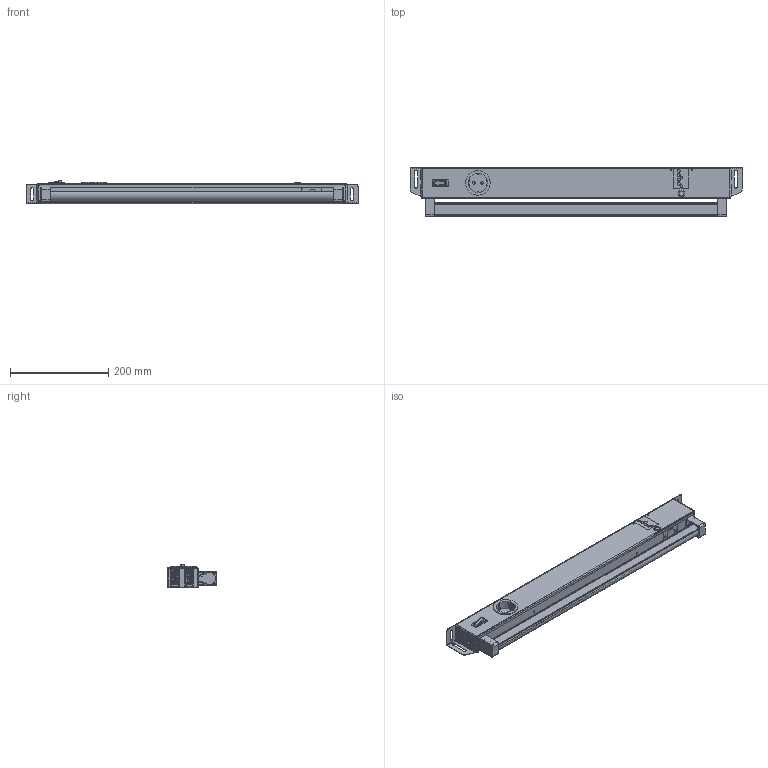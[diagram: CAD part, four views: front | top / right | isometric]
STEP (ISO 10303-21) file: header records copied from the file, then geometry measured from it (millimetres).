
FILE_DESCRIPTION(/* description */ (''),/* implementation_level */ '2;1');
FILE_NAME(/* name */ '01-003-00008_LL18-ST-LED.stp',/* time_stamp */ '2016-06-08T16:46:28+02:00',/* author */ ('tp'),/* organization */ (''),/* preprocessor_version */ 'ST-DEVELOPER v15.2',/* originating_system */ 'Autodesk Inventor 2014',/* authorisation */ '');
FILE_SCHEMA (('AUTOMOTIVE_DESIGN { 1 0 10303 214 3 1 1 }'));
Products named in the file (1): 01-003-00008_LL18-ST-LED_Shrinkwrap_1
Bounding box: 675 x 101 x 47.85 mm (x, y, z)
Surface area: 469147.9 mm2 (no closed solid volume)
Topology: 0 solids, 18 shells, 3225 faces, 8925 edges, 5692 vertices
Faces by surface type: plane 2379, cylinder 643, bspline 98, cone 83, sphere 22
Full cylindrical faces by diameter (mm): 1.9 x5, 2 x12, 2.4 x8, 3 x4, 3.242 x2, 3.5 x5, 4 x2, 4.3 x10, 5.9 x6, 11.2 x1, 22 x1, 27.2 x2, 50 x1
Entity records: 108635 total; most frequent: CARTESIAN_POINT 22784, ORIENTED_EDGE 17348, DIRECTION 16433, EDGE_CURVE 8804, LINE 7113, VECTOR 7113, VERTEX_POINT 5676, AXIS2_PLACEMENT_3D 4660
